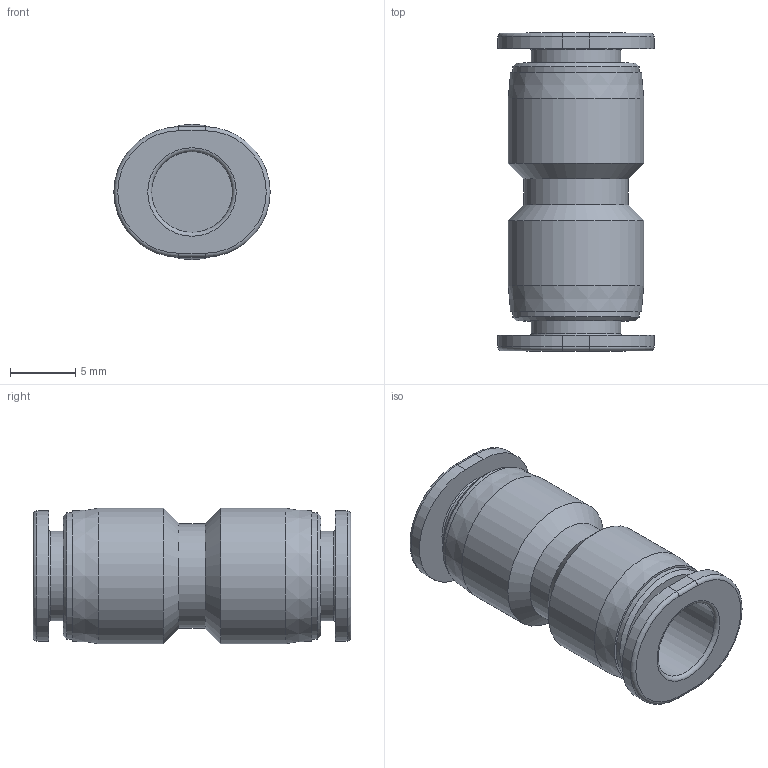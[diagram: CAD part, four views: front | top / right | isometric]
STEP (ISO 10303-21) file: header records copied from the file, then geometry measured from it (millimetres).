
FILE_DESCRIPTION(/* description */ (''),/* implementation_level */ '2;1');
FILE_NAME(/* name */ 'iqsm_60.stp',/* time_stamp */ '2017-11-15T09:08:48+01:00',/* author */ ('leitheußer'),/* organization */ (''),/* preprocessor_version */ 'ST-DEVELOPER v15.6',/* originating_system */ 'Autodesk Inventor LT ',/* authorisation */ '');
FILE_SCHEMA (('AUTOMOTIVE_DESIGN { 1 0 10303 214 3 1 1 }'));
Length unit declared in the file: millimetre
Products named in the file (1): PUC06C-mdt
Bounding box: 12 x 24.4 x 10.4 mm (x, y, z)
Volume: 1150 mm3; surface area: 1611.5 mm2
Topology: 1 solids, 1 shells, 45 faces, 91 edges, 56 vertices
Faces by surface type: cylinder 17, plane 14, torus 8, cone 6
Full cylindrical faces by diameter (mm): 6.2 x2, 6.9 x2, 8 x1, 9.7 x2, 10.4 x2
Entity records: 1054 total; most frequent: DIRECTION 204, CARTESIAN_POINT 162, ORIENTED_EDGE 132, AXIS2_PLACEMENT_3D 92, EDGE_LOOP 72, EDGE_CURVE 66, VERTEX_POINT 50, CIRCLE 46
